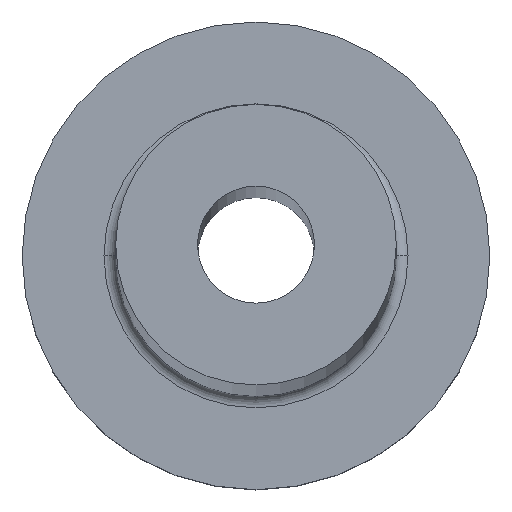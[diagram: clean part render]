
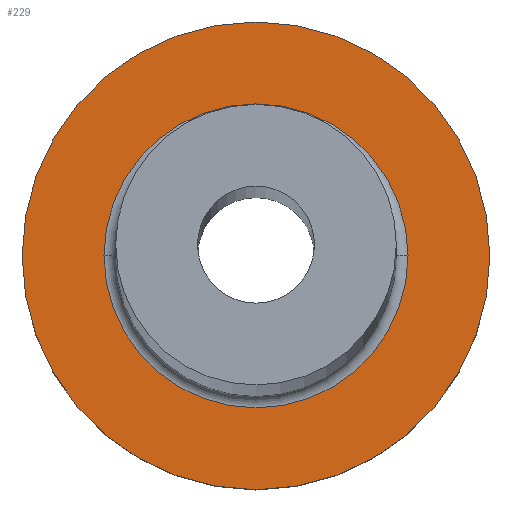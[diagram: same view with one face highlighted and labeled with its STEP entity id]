
A CAD part, top view. The second image highlights one B-rep face of the part: STEP entity #229.
In plain terms, the highlighted planar face has unit normal (0, 0, 1).
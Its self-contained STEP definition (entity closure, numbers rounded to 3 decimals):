
#19 = ORIENTED_EDGE ( 'NONE', *, *, #62, .T. ) ;
#31 = CIRCLE ( 'NONE', #184, 6.5 ) ;
#51 = FACE_OUTER_BOUND ( 'NONE', #173, .T. ) ;
#58 = CARTESIAN_POINT ( 'NONE',  ( 0., 0., 7. ) ) ;
#62 = EDGE_CURVE ( 'NONE', #183, #170, #302, .T. ) ;
#76 = CIRCLE ( 'NONE', #362, 10. ) ;
#83 = DIRECTION ( 'NONE',  ( 1., 0., 0. ) ) ;
#100 = ORIENTED_EDGE ( 'NONE', *, *, #346, .T. ) ;
#102 = AXIS2_PLACEMENT_3D ( 'NONE', #192, #110, #83 ) ;
#110 = DIRECTION ( 'NONE',  ( 0., 0., -1. ) ) ;
#114 = DIRECTION ( 'NONE',  ( 1., 0., 0. ) ) ;
#137 = CARTESIAN_POINT ( 'NONE',  ( 10., 0., 7. ) ) ;
#138 = DIRECTION ( 'NONE',  ( 0., 0., 1. ) ) ;
#159 = VERTEX_POINT ( 'NONE', #306 ) ;
#160 = DIRECTION ( 'NONE',  ( 1., 0., 0. ) ) ;
#170 = VERTEX_POINT ( 'NONE', #337 ) ;
#173 = EDGE_LOOP ( 'NONE', ( #100, #19 ) ) ;
#180 = DIRECTION ( 'NONE',  ( 1., 0., 0. ) ) ;
#181 = ORIENTED_EDGE ( 'NONE', *, *, #310, .T. ) ;
#183 = VERTEX_POINT ( 'NONE', #137 ) ;
#184 = AXIS2_PLACEMENT_3D ( 'NONE', #252, #373, #114 ) ;
#189 = CIRCLE ( 'NONE', #102, 6.5 ) ;
#192 = CARTESIAN_POINT ( 'NONE',  ( 0., 0., 7. ) ) ;
#198 = CARTESIAN_POINT ( 'NONE',  ( 0., 0., 7. ) ) ;
#220 = FACE_BOUND ( 'NONE', #239, .T. ) ;
#228 = EDGE_CURVE ( 'NONE', #159, #349, #189, .T. ) ;
#229 = ADVANCED_FACE ( 'NONE', ( #220, #51 ), #257, .T. ) ;
#230 = CARTESIAN_POINT ( 'NONE',  ( -6.5, 0., 7. ) ) ;
#239 = EDGE_LOOP ( 'NONE', ( #259, #181 ) ) ;
#252 = CARTESIAN_POINT ( 'NONE',  ( 0., 0., 7. ) ) ;
#253 = DIRECTION ( 'NONE',  ( 1., 0., 0. ) ) ;
#257 = PLANE ( 'NONE',  #336 ) ;
#259 = ORIENTED_EDGE ( 'NONE', *, *, #228, .T. ) ;
#286 = DIRECTION ( 'NONE',  ( 0., 0., 1. ) ) ;
#301 = CARTESIAN_POINT ( 'NONE',  ( 0., 0., 7. ) ) ;
#302 = CIRCLE ( 'NONE', #355, 10. ) ;
#306 = CARTESIAN_POINT ( 'NONE',  ( 6.5, 0., 7. ) ) ;
#310 = EDGE_CURVE ( 'NONE', #349, #159, #31, .T. ) ;
#316 = DIRECTION ( 'NONE',  ( 0., 0., 1. ) ) ;
#336 = AXIS2_PLACEMENT_3D ( 'NONE', #198, #316, #253 ) ;
#337 = CARTESIAN_POINT ( 'NONE',  ( -10., 0., 7. ) ) ;
#346 = EDGE_CURVE ( 'NONE', #170, #183, #76, .T. ) ;
#349 = VERTEX_POINT ( 'NONE', #230 ) ;
#355 = AXIS2_PLACEMENT_3D ( 'NONE', #301, #138, #160 ) ;
#362 = AXIS2_PLACEMENT_3D ( 'NONE', #58, #286, #180 ) ;
#373 = DIRECTION ( 'NONE',  ( 0., 0., -1. ) ) ;
